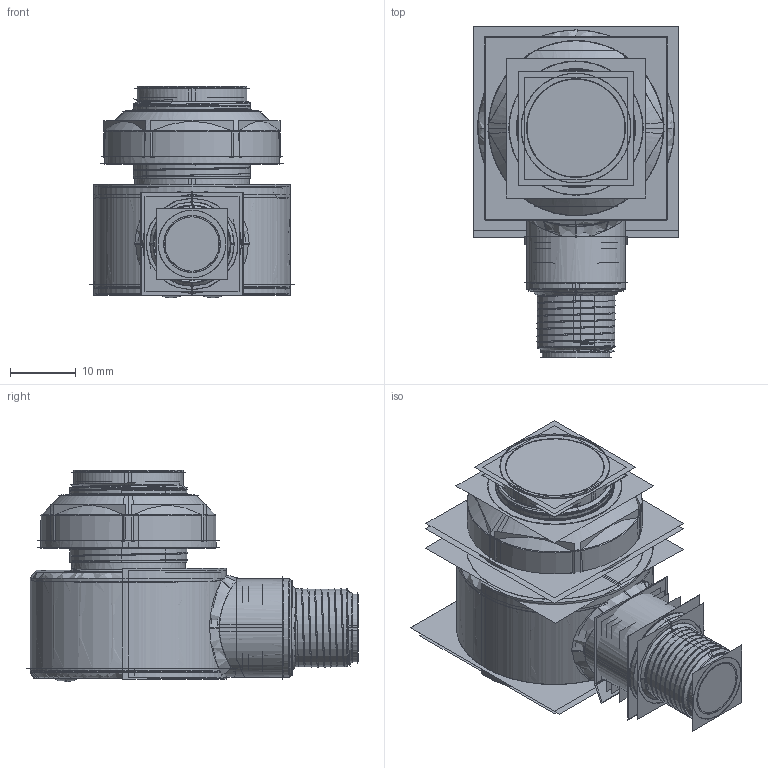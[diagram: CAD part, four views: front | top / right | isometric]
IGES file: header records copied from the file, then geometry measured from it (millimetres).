
Start section:  PTC IGES file: 199031.igs
Global section: file name: 199031.igs; native system: Creo Parametric by PTC Inc.; preprocessor: 2016260; author: pdmadmin; organization: Unknown; date: 20181024.122238; units: millimetre
Bounding box: 31.2 x 50.65 x 32.3 mm (x, y, z)
Volume: 18773.4 mm3; surface area: 83156 mm2
Topology: 9 solids, 14 shells, 754 faces, 3796 edges, 4797 vertices
Faces by surface type: revolution 474, bspline 280
